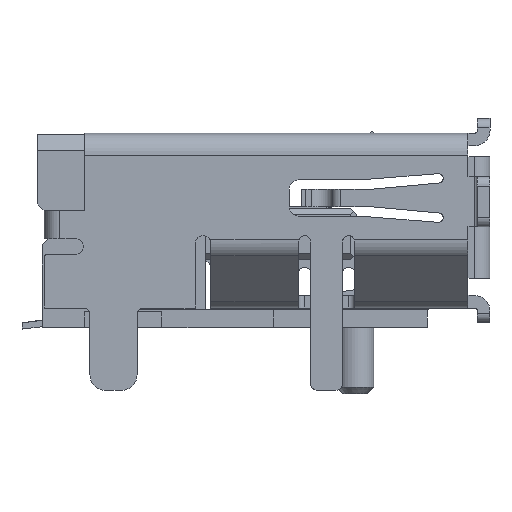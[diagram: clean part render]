
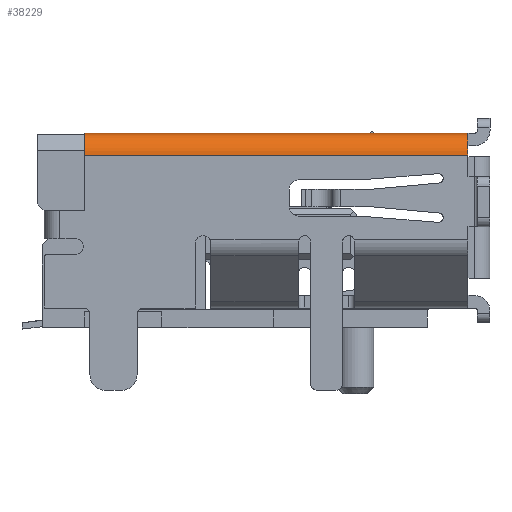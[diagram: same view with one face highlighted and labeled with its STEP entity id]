
A CAD part, left-side view. The second image highlights one B-rep face of the part: STEP entity #38229.
In plain terms, the highlighted cylindrical face has radius 0.7 mm (diameter 1.4 mm), a partial arc.
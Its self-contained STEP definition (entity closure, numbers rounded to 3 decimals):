
#1573 = CYLINDRICAL_SURFACE ( 'NONE', #31460, 0.7 ) ;
#2050 = CARTESIAN_POINT ( 'NONE',  ( -7.75, -6.095, 2.08 ) ) ;
#5420 = VERTEX_POINT ( 'NONE', #41138 ) ;
#6030 = ORIENTED_EDGE ( 'NONE', *, *, #60840, .F. ) ;
#6883 = DIRECTION ( 'NONE',  ( -1., 0., 0. ) ) ;
#7137 = VECTOR ( 'NONE', #46659, 1000. ) ;
#7207 = LINE ( 'NONE', #28844, #7137 ) ;
#12607 = FACE_OUTER_BOUND ( 'NONE', #48387, .T. ) ;
#17683 = VERTEX_POINT ( 'NONE', #33740 ) ;
#21074 = CARTESIAN_POINT ( 'NONE',  ( -8.45, -6.095, 2.08 ) ) ;
#23342 = DIRECTION ( 'NONE',  ( 0., -1., 0. ) ) ;
#24735 = ORIENTED_EDGE ( 'NONE', *, *, #34092, .T. ) ;
#25435 = ORIENTED_EDGE ( 'NONE', *, *, #55711, .F. ) ;
#28844 = CARTESIAN_POINT ( 'NONE',  ( -7.75, -6.095, 2.78 ) ) ;
#31155 = VERTEX_POINT ( 'NONE', #21074 ) ;
#31460 = AXIS2_PLACEMENT_3D ( 'NONE', #38584, #60494, #6883 ) ;
#33057 = CIRCLE ( 'NONE', #65919, 0.7 ) ;
#33191 = VERTEX_POINT ( 'NONE', #50533 ) ;
#33740 = CARTESIAN_POINT ( 'NONE',  ( -8.45, 6.095, 2.08 ) ) ;
#34092 = EDGE_CURVE ( 'NONE', #5420, #17683, #33057, .T. ) ;
#35422 = AXIS2_PLACEMENT_3D ( 'NONE', #2050, #23342, #49681 ) ;
#35997 = EDGE_CURVE ( 'NONE', #33191, #5420, #7207, .T. ) ;
#38229 = ADVANCED_FACE ( 'NONE', ( #12607 ), #1573, .T. ) ;
#38584 = CARTESIAN_POINT ( 'NONE',  ( -7.75, -6.095, 2.08 ) ) ;
#38680 = VECTOR ( 'NONE', #44464, 1000. ) ;
#41138 = CARTESIAN_POINT ( 'NONE',  ( -7.75, 6.095, 2.78 ) ) ;
#44464 = DIRECTION ( 'NONE',  ( 0., 1., 0. ) ) ;
#45594 = CARTESIAN_POINT ( 'NONE',  ( -7.75, 6.095, 2.08 ) ) ;
#45960 = DIRECTION ( 'NONE',  ( 1., 0., 0. ) ) ;
#46659 = DIRECTION ( 'NONE',  ( 0., 1., 0. ) ) ;
#48387 = EDGE_LOOP ( 'NONE', ( #24735, #6030, #25435, #52056 ) ) ;
#49681 = DIRECTION ( 'NONE',  ( 1., 0., 0. ) ) ;
#50533 = CARTESIAN_POINT ( 'NONE',  ( -7.75, -6.095, 2.78 ) ) ;
#52056 = ORIENTED_EDGE ( 'NONE', *, *, #35997, .T. ) ;
#55711 = EDGE_CURVE ( 'NONE', #33191, #31155, #63643, .T. ) ;
#56064 = CARTESIAN_POINT ( 'NONE',  ( -8.45, -6.095, 2.08 ) ) ;
#60494 = DIRECTION ( 'NONE',  ( 0., 1., 0. ) ) ;
#60840 = EDGE_CURVE ( 'NONE', #31155, #17683, #61768, .T. ) ;
#61768 = LINE ( 'NONE', #56064, #38680 ) ;
#63643 = CIRCLE ( 'NONE', #35422, 0.7 ) ;
#65919 = AXIS2_PLACEMENT_3D ( 'NONE', #45594, #67134, #45960 ) ;
#67134 = DIRECTION ( 'NONE',  ( 0., -1., 0. ) ) ;
